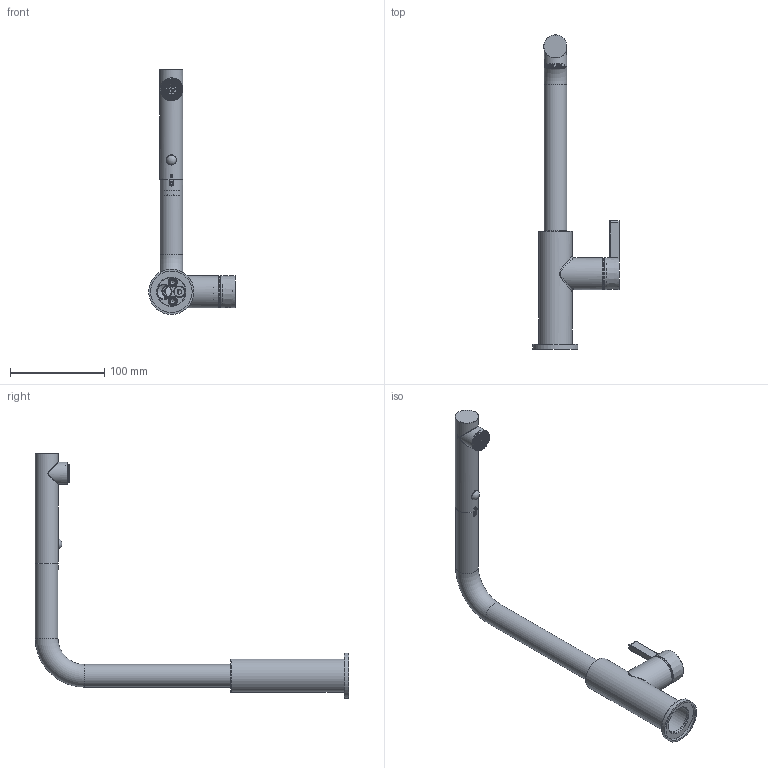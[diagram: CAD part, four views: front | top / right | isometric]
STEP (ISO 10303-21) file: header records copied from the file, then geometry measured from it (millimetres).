
FILE_DESCRIPTION(/* description */ ('Unknown'),/* implementation_level */ '2;1');
FILE_NAME(/* name */ 'AC042-00',/* time_stamp */ '2023-11-17T09:23:08+01:00',/* author */ ('Unknown'),/* organization */ ('Unknown'),/* preprocessor_version */ 'ST-DEVELOPER v18.102',/* originating_system */ 'Solid Edge',/* authorisation */ 'Unknown');
FILE_SCHEMA (('AUTOMOTIVE_DESIGN {1 0 10303 214 3 1 1}'));
Length unit declared in the file: millimetre
Products named in the file (12): AC042-00; AC042-02; AC004-002_oa_0; AC004-01; AC042-03; AC042-003; AC042-004_oa_1; AC042-01; FKM14-07; AC042-001_oa_2; AC042-06; AC042-05
Assembly tree (11 placements, depth 3):
  AC042-00
    AC042-02
    AC004-002_oa_0
      AC004-01
    AC042-03
    AC042-003
    AC042-004_oa_1
      AC042-01
    FKM14-07
    AC042-001_oa_2
      AC042-06
      AC042-05
Bounding box: 91.77 x 332.65 x 259.5 mm (x, y, z)
Volume: 188958.6 mm3; surface area: 107260.7 mm2
Topology: 8 solids, 17 shells, 1929 faces, 4956 edges, 3092 vertices
Faces by surface type: plane 709, cylinder 693, bspline 243, cone 168, torus 91, sphere 25
Full cylindrical faces by diameter (mm): 2.1 x1, 2.5 x1, 2.6 x1, 3 x3, 3.242 x1, 3.3 x1, 4 x2, 5 x7, 5.5 x1, 6 x1, 7 x2, 9 x9, 11 x2, 12.7 x1, 13.3 x2, 14.5 x1, 14.6 x1, 15 x2, 17 x1, 17.6 x1, 18 x2, 19 x1, 19.917 x1, 20 x2, 20.2 x5, 20.917 x2, 21 x2, 21.4 x1, 21.6 x1, 22 x1
Entity records: 76945 total; most frequent: CARTESIAN_POINT 21546, ORIENTED_EDGE 9354, DIRECTION 7665, EDGE_CURVE 4677, AXIS2_PLACEMENT_3D 3049, VERTEX_POINT 2998, FACE_BOUND 2183, EDGE_LOOP 2177
